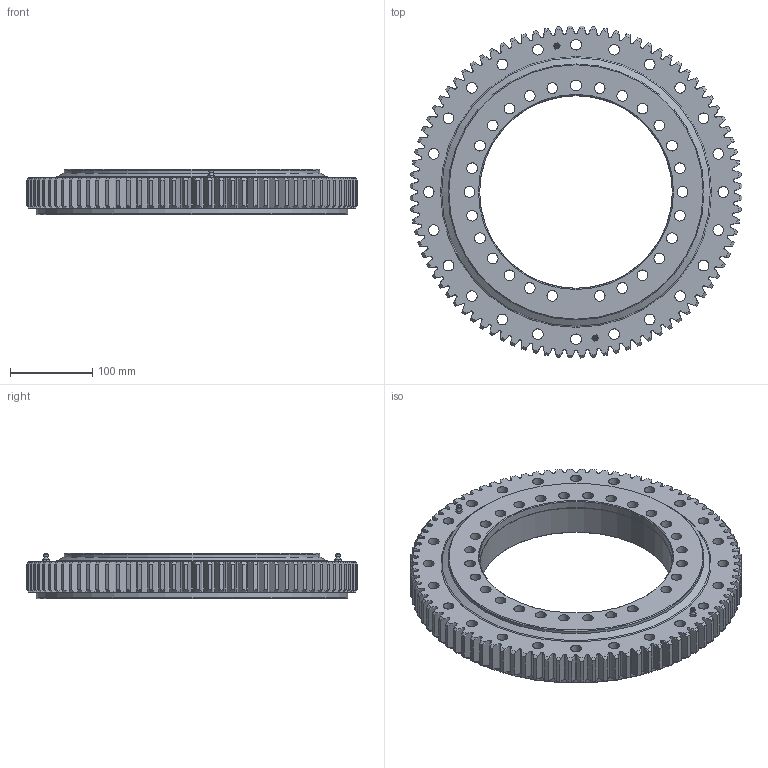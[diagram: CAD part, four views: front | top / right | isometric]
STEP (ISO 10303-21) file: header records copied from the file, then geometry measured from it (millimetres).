
FILE_DESCRIPTION (( 'STEP AP214' ), '1' );
FILE_NAME ('E.403.16.15.D.1-RV.STEP', '2020-05-13T08:22:28', ( '' ), ( '' ), 'SwSTEP 2.0', 'SolidWorks 2016', '' );
FILE_SCHEMA (( 'AUTOMOTIVE_DESIGN' ));
Length unit declared in the file: millimetre
Products named in the file (7): E.403.16.15.D.1-RV; Roller L16; E.403.16.15.D.1-RV- IR; Grease nipple M6x1mm; E.403.16.15.D.1-RV - OR; E.403.16.15.D.1-RV - OR Seal; E.403.16.15.D.1-RV - IR Seal
Assembly tree (58 placements, depth 2):
  E.403.16.15.D.1-RV
    E.403.16.15.D.1-RV- IR
    E.403.16.15.D.1-RV - OR
    Roller L16  x52
    E.403.16.15.D.1-RV - IR Seal
    Grease nipple M6x1mm  x2
    E.403.16.15.D.1-RV - OR Seal
Bounding box: 403.36 x 403.36 x 55 mm (x, y, z)
Volume: 3153204 mm3; surface area: 634878.7 mm2
Topology: 58 solids, 58 shells, 1041 faces, 2648 edges, 1735 vertices
Faces by surface type: plane 318, cone 219, cylinder 216, bspline 176, torus 112
Full cylindrical faces by diameter (mm): 2.5 x2, 3 x4, 5 x2, 6 x2, 13 x51, 16 x52, 234 x1, 235 x1, 297 x2, 311 x3, 313 x3, 327 x2, 379 x1
Entity records: 47064 total; most frequent: CARTESIAN_POINT 28264, ORIENTED_EDGE 4134, DIRECTION 3148, EDGE_CURVE 2067, VERTEX_POINT 1431, AXIS2_PLACEMENT_3D 1175, EDGE_LOOP 982, FACE_OUTER_BOUND 838
